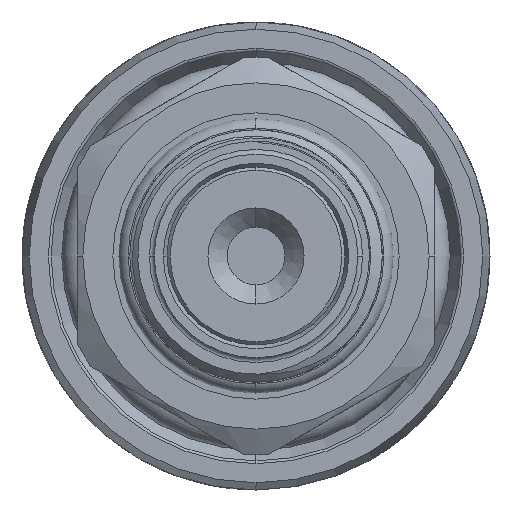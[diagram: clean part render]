
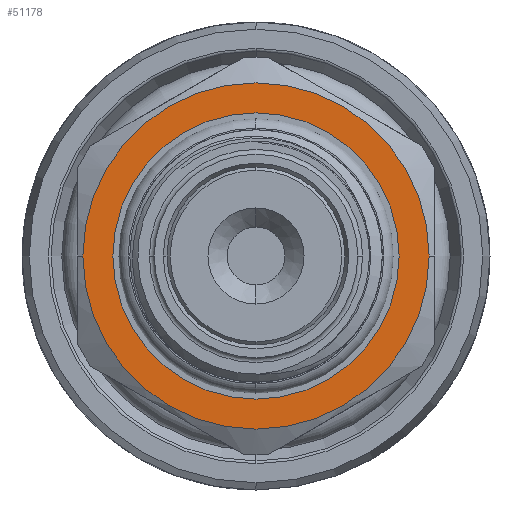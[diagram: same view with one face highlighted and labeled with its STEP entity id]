
A CAD part, left-side view. The second image highlights one B-rep face of the part: STEP entity #51178.
In plain terms, the highlighted planar face has unit normal (-1, 0, 0).
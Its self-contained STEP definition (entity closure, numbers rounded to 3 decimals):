
#19206 = FACE_BOUND ( 'NONE', #90246, .T. ) ;
#19212 = FACE_OUTER_BOUND ( 'NONE', #90228, .T. ) ;
#19830 = CIRCLE ( 'NONE', #34447, 8.93 ) ;
#20172 = CIRCLE ( 'NONE', #33377, 10.8 ) ;
#33377 = AXIS2_PLACEMENT_3D ( 'NONE', #65359, #65360, #65361 ) ;
#34447 = AXIS2_PLACEMENT_3D ( 'NONE', #64515, #64516, #64517 ) ;
#51178 = ADVANCED_FACE ( 'NONE', ( #19206, #19212 ), #72472, .F. ) ;
#59809 = AXIS2_PLACEMENT_3D ( 'NONE', #79490, #79492, #79494 ) ;
#60193 = AXIS2_PLACEMENT_3D ( 'NONE', #77936, #77938, #77940 ) ;
#63830 = CARTESIAN_POINT ( 'NONE',  ( -7.1, -10.8, 0. ) ) ;
#63852 = CARTESIAN_POINT ( 'NONE',  ( -7.1, 10.8, 0. ) ) ;
#63920 = CARTESIAN_POINT ( 'NONE',  ( -7.1, -8.93, 0. ) ) ;
#64175 = CARTESIAN_POINT ( 'NONE',  ( -7.1, 8.93, 0. ) ) ;
#64515 = CARTESIAN_POINT ( 'NONE',  ( -7.1, 0., 0. ) ) ;
#64516 = DIRECTION ( 'NONE',  ( -1., 0., 0. ) ) ;
#64517 = DIRECTION ( 'NONE',  ( 0., 1., 0. ) ) ;
#65359 = CARTESIAN_POINT ( 'NONE',  ( -7.1, 0., 0. ) ) ;
#65360 = DIRECTION ( 'NONE',  ( -1., 0., 0. ) ) ;
#65361 = DIRECTION ( 'NONE',  ( 0., 1., 0. ) ) ;
#65942 = ORIENTED_EDGE ( 'NONE', *, *, #125345, .F. ) ;
#65951 = ORIENTED_EDGE ( 'NONE', *, *, #127048, .F. ) ;
#72464 = CARTESIAN_POINT ( 'NONE',  ( -7.1, 0., -8.93 ) ) ;
#72472 = PLANE ( 'NONE',  #86599 ) ;
#72474 = DIRECTION ( 'NONE',  ( 1., 0., 0. ) ) ;
#72475 = DIRECTION ( 'NONE',  ( 0., -1., 0. ) ) ;
#74789 = ORIENTED_EDGE ( 'NONE', *, *, #125794, .T. ) ;
#74792 = ORIENTED_EDGE ( 'NONE', *, *, #126709, .T. ) ;
#74807 = CIRCLE ( 'NONE', #60193, 10.8 ) ;
#74918 = CIRCLE ( 'NONE', #59809, 8.93 ) ;
#77936 = CARTESIAN_POINT ( 'NONE',  ( -7.1, 0., 0. ) ) ;
#77938 = DIRECTION ( 'NONE',  ( -1., 0., 0. ) ) ;
#77940 = DIRECTION ( 'NONE',  ( 0., 1., 0. ) ) ;
#79490 = CARTESIAN_POINT ( 'NONE',  ( -7.1, 0., 0. ) ) ;
#79492 = DIRECTION ( 'NONE',  ( -1., 0., 0. ) ) ;
#79494 = DIRECTION ( 'NONE',  ( 0., 1., 0. ) ) ;
#86599 = AXIS2_PLACEMENT_3D ( 'NONE', #72464, #72474, #72475 ) ;
#90228 = EDGE_LOOP ( 'NONE', ( #74792, #74789 ) ) ;
#90246 = EDGE_LOOP ( 'NONE', ( #65942, #65951 ) ) ;
#91466 = VERTEX_POINT ( 'NONE', #63830 ) ;
#91513 = VERTEX_POINT ( 'NONE', #63852 ) ;
#91661 = VERTEX_POINT ( 'NONE', #63920 ) ;
#92215 = VERTEX_POINT ( 'NONE', #64175 ) ;
#125345 = EDGE_CURVE ( 'NONE', #92215, #91661, #19830, .T. ) ;
#125794 = EDGE_CURVE ( 'NONE', #91513, #91466, #20172, .T. ) ;
#126709 = EDGE_CURVE ( 'NONE', #91466, #91513, #74807, .T. ) ;
#127048 = EDGE_CURVE ( 'NONE', #91661, #92215, #74918, .T. ) ;
